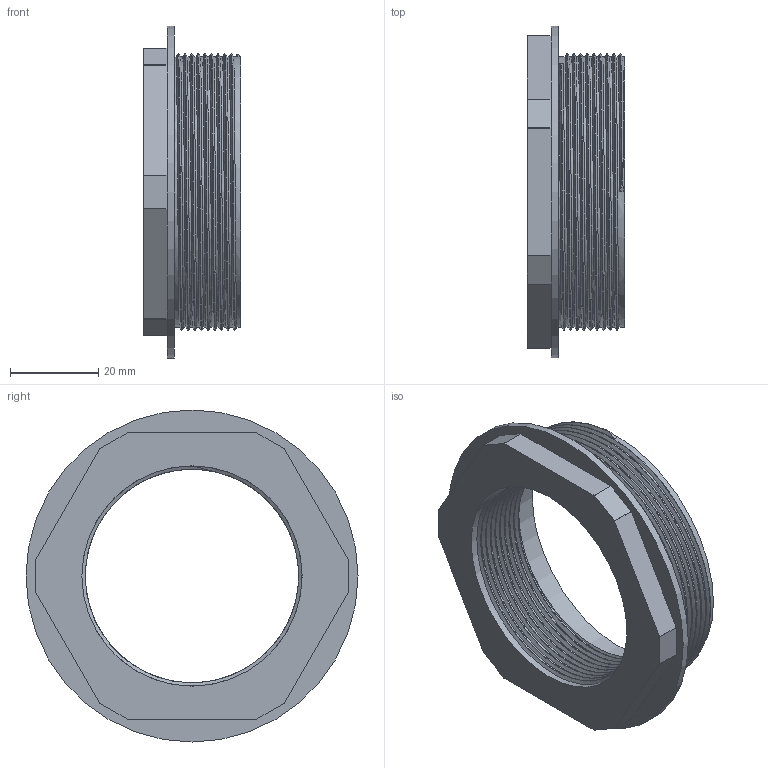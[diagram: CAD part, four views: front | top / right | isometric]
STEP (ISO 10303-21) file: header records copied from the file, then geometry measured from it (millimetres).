
FILE_DESCRIPTION(/* description */ ('Reduzierung sechskant M/M 63x1,5/50x1,5'),/* implementation_level */ '2;1');
FILE_NAME(/* name */ '11086350-RST.stp',/* time_stamp */ '2020-04-28T07:58:07+02:00',/* author */ ('sl'),/* organization */ (''),/* preprocessor_version */ 'ST-DEVELOPER v16.5',/* originating_system */ 'Autodesk Inventor 2017',/* authorisation */ '');
FILE_SCHEMA (('AUTOMOTIVE_DESIGN { 1 0 10303 214 3 1 1 }'));
Length unit declared in the file: millimetre
Products named in the file (1): 11086350
Bounding box: 22 x 75.09 x 75.09 mm (x, y, z)
Volume: 26489.8 mm3; surface area: 15807.5 mm2
Topology: 1 solids, 1 shells, 61 faces, 168 edges, 112 vertices
Faces by surface type: cylinder 38, plane 19, bspline 4
Full cylindrical faces by diameter (mm): 49.802 x9, 54.7 x1, 61.168 x9, 75.09 x1
Entity records: 4769 total; most frequent: CARTESIAN_POINT 3682, ORIENTED_EDGE 218, DIRECTION 212, EDGE_CURVE 109, AXIS2_PLACEMENT_3D 78, VERTEX_POINT 75, LINE 56, VECTOR 56
